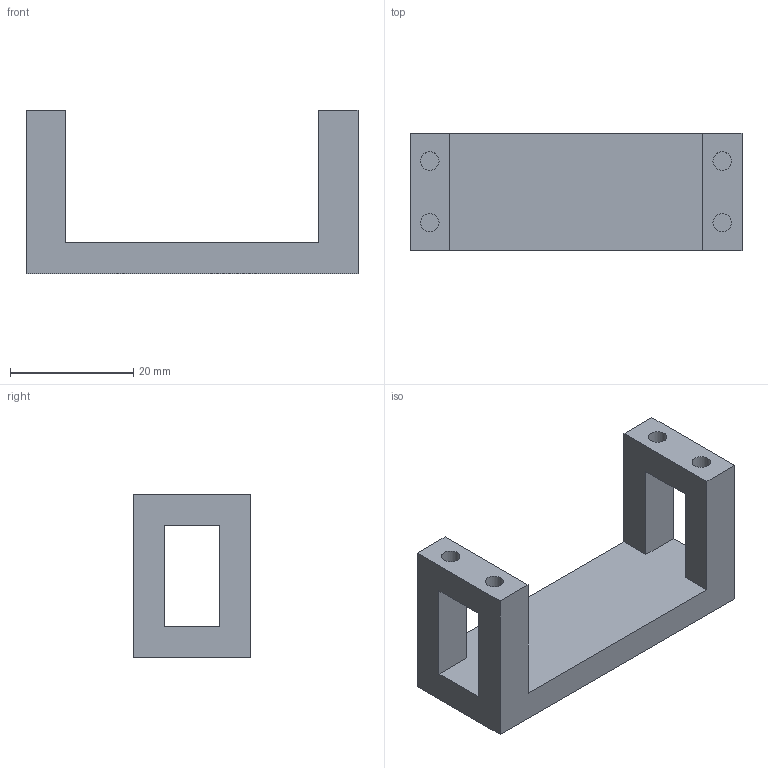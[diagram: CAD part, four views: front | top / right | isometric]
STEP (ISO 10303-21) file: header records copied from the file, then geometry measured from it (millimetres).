
FILE_DESCRIPTION( ( '' ), ' ' );
FILE_NAME( '5d386e6e28f947151a9e22e2.step', '2019-07-24T14:42:54', ( '' ), ( '' ), ' ', ' ', ' ' );
FILE_SCHEMA( ( 'AUTOMOTIVE_DESIGN { 1 0 10303 214 1 1 1 1 }' ) );
Length unit declared in the file: metre
Products named in the file (1): Part 1
Bounding box: 53.8 x 19 x 26.5 mm (x, y, z)
Volume: 8325.9 mm3; surface area: 5166.4 mm2
Topology: 1 solids, 1 shells, 24 faces, 60 edges, 40 vertices
Faces by surface type: plane 20, cylinder 4
Full cylindrical faces by diameter (mm): 3 x4
Entity records: 908 total; most frequent: CARTESIAN_POINT 121, DIRECTION 114, ORIENTED_EDGE 112, EDGE_CURVE 56, LINE 48, VECTOR 48, VERTEX_POINT 40, EDGE_LOOP 34
